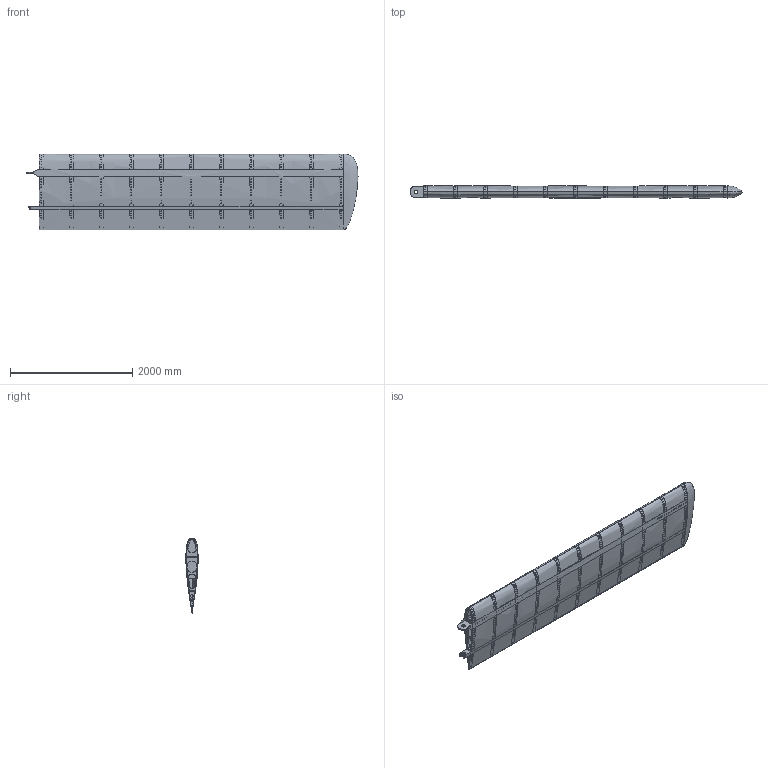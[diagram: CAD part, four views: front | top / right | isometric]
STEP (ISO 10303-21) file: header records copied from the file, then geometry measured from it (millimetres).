
FILE_DESCRIPTION(('FreeCAD Model'),'2;1');
FILE_NAME('Open CASCADE Shape Model','2025-04-27T01:53:57',('FreeCAD'),( 'FreeCAD'),'Open CASCADE STEP processor 7.6','FreeCAD','Unknown');
FILE_SCHEMA(('AUTOMOTIVE_DESIGN { 1 0 10303 214 1 1 1 1 }'));
Products named in the file (1): Open CASCADE STEP translator 7.6 1
Bounding box: 5428.07 x 200.94 x 1242.35 mm (x, y, z)
Volume: 91835267.6 mm3; surface area: 37635856.5 mm2
Topology: 37 solids, 37 shells, 3144 faces, 8443 edges, 5381 vertices
Faces by surface type: bspline 3144
Entity records: 181014 total; most frequent: CARTESIAN_POINT 131544, ORIENTED_EDGE 16878, EDGE_CURVE 8439, B_SPLINE_CURVE_WITH_KNOTS 6613, VERTEX_POINT 5381, FACE_BOUND 4130, EDGE_LOOP 4130, ADVANCED_FACE 3144
